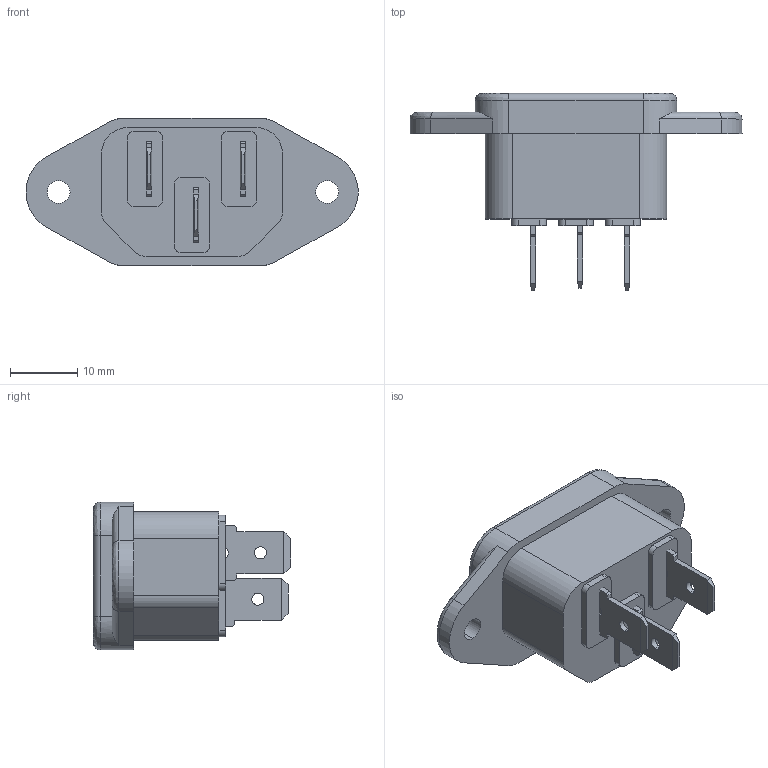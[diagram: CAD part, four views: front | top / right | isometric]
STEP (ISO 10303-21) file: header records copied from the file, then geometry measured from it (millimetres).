
FILE_DESCRIPTION (( 'STEP AP214' ), '1' );
FILE_NAME ('703W-0004.STEP', '2023-08-02T02:07:03', ( '' ), ( '' ), 'SwSTEP 2.0', 'SolidWorks 2022', '' );
FILE_SCHEMA (( 'AUTOMOTIVE_DESIGN' ));
Length unit declared in the file: millimetre
Products named in the file (4): SS7B-001-63; 703W-0004; SS7BVDERB; SS7B-002-63
Assembly tree (4 placements, depth 2):
  703W-0004
    SS7BVDERB
    SS7B-001-63
    SS7B-002-63  x2
Bounding box: 49.46 x 29.36 x 22 mm (x, y, z)
Volume: 5069 mm3; surface area: 5913.5 mm2
Topology: 4 solids, 4 shells, 224 faces, 582 edges, 368 vertices
Faces by surface type: plane 140, cylinder 66, bspline 18
Entity records: 7001 total; most frequent: CARTESIAN_POINT 1438, ORIENTED_EDGE 1000, DIRECTION 970, EDGE_CURVE 500, LINE 350, VECTOR 350, VERTEX_POINT 316, AXIS2_PLACEMENT_3D 310
